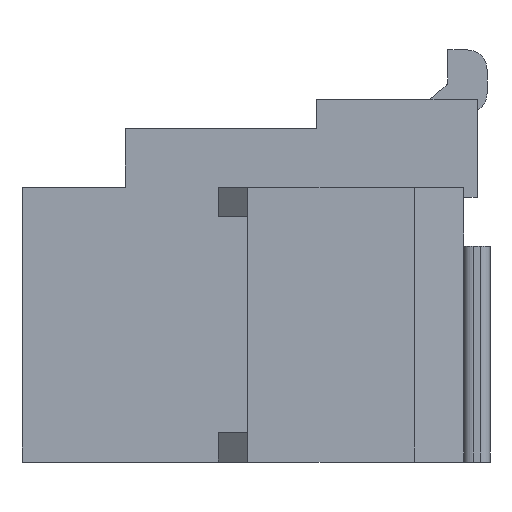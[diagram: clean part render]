
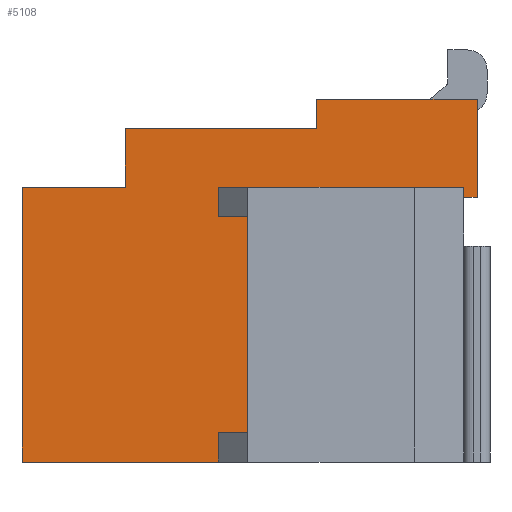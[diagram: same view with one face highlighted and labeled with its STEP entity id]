
A CAD part, left-side view. The second image highlights one B-rep face of the part: STEP entity #5108.
In plain terms, the highlighted planar face has unit normal (-1, 0, 0).
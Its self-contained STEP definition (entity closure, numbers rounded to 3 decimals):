
#208=PLANE('',#5439);
#464=FACE_OUTER_BOUND('',#730,.T.);
#730=EDGE_LOOP('',(#4315,#4316,#4317,#4318,#4319,#4320,#4321,#4322,#4323,
#4324,#4325,#4326,#4327,#4328,#4329,#4330));
#907=LINE('',#6949,#1585);
#926=LINE('',#6987,#1604);
#1015=LINE('',#7177,#1693);
#1031=LINE('',#7209,#1709);
#1082=LINE('',#7472,#1760);
#1090=LINE('',#7488,#1768);
#1094=LINE('',#7494,#1772);
#1100=LINE('',#7507,#1778);
#1178=LINE('',#7956,#1856);
#1188=LINE('',#7978,#1866);
#1190=LINE('',#7981,#1868);
#1248=LINE('',#8097,#1926);
#1303=LINE('',#8209,#1981);
#1312=LINE('',#8223,#1990);
#1314=LINE('',#8228,#1992);
#1315=LINE('',#8229,#1993);
#1585=VECTOR('',#5604,1.05);
#1604=VECTOR('',#5631,2.8);
#1693=VECTOR('',#5784,0.01);
#1709=VECTOR('',#5808,0.1);
#1760=VECTOR('',#5953,2.5);
#1768=VECTOR('',#5965,0.3);
#1772=VECTOR('',#5971,0.8);
#1778=VECTOR('',#5981,2.2);
#1856=VECTOR('',#6163,0.6);
#1866=VECTOR('',#6185,0.8);
#1868=VECTOR('',#6189,0.3);
#1926=VECTOR('',#6293,2.);
#1981=VECTOR('',#6386,0.3);
#1990=VECTOR('',#6397,1.95);
#1992=VECTOR('',#6403,1.);
#1993=VECTOR('',#6404,1.64);
#2263=VERTEX_POINT('',#6946);
#2264=VERTEX_POINT('',#6948);
#2279=VERTEX_POINT('',#6985);
#2347=VERTEX_POINT('',#7174);
#2348=VERTEX_POINT('',#7176);
#2360=VERTEX_POINT('',#7208);
#2410=VERTEX_POINT('',#7471);
#2415=VERTEX_POINT('',#7486);
#2416=VERTEX_POINT('',#7487);
#2417=VERTEX_POINT('',#7492);
#2422=VERTEX_POINT('',#7505);
#2481=VERTEX_POINT('',#7955);
#2487=VERTEX_POINT('',#7977);
#2559=VERTEX_POINT('',#8206);
#2560=VERTEX_POINT('',#8208);
#2565=VERTEX_POINT('',#8227);
#2744=EDGE_CURVE('',#2264,#2263,#907,.T.);
#2763=EDGE_CURVE('',#2279,#2263,#926,.T.);
#2855=EDGE_CURVE('',#2348,#2347,#1015,.T.);
#2871=EDGE_CURVE('',#2360,#2348,#1031,.T.);
#2946=EDGE_CURVE('',#2410,#2360,#1082,.T.);
#2954=EDGE_CURVE('',#2415,#2416,#1090,.T.);
#2958=EDGE_CURVE('',#2415,#2417,#1094,.T.);
#2964=EDGE_CURVE('',#2422,#2417,#1100,.T.);
#3061=EDGE_CURVE('',#2264,#2481,#1178,.T.);
#3072=EDGE_CURVE('',#2422,#2487,#1188,.T.);
#3074=EDGE_CURVE('',#2410,#2487,#1190,.T.);
#3132=EDGE_CURVE('',#2416,#2279,#1248,.T.);
#3187=EDGE_CURVE('',#2559,#2560,#1303,.T.);
#3196=EDGE_CURVE('',#2559,#2481,#1312,.T.);
#3198=EDGE_CURVE('',#2565,#2347,#1314,.T.);
#3199=EDGE_CURVE('',#2560,#2565,#1315,.T.);
#4315=ORIENTED_EDGE('',*,*,#2954,.F.);
#4316=ORIENTED_EDGE('',*,*,#2958,.T.);
#4317=ORIENTED_EDGE('',*,*,#2964,.F.);
#4318=ORIENTED_EDGE('',*,*,#3072,.T.);
#4319=ORIENTED_EDGE('',*,*,#3074,.F.);
#4320=ORIENTED_EDGE('',*,*,#2946,.T.);
#4321=ORIENTED_EDGE('',*,*,#2871,.T.);
#4322=ORIENTED_EDGE('',*,*,#2855,.T.);
#4323=ORIENTED_EDGE('',*,*,#3198,.F.);
#4324=ORIENTED_EDGE('',*,*,#3199,.F.);
#4325=ORIENTED_EDGE('',*,*,#3187,.F.);
#4326=ORIENTED_EDGE('',*,*,#3196,.T.);
#4327=ORIENTED_EDGE('',*,*,#3061,.F.);
#4328=ORIENTED_EDGE('',*,*,#2744,.T.);
#4329=ORIENTED_EDGE('',*,*,#2763,.F.);
#4330=ORIENTED_EDGE('',*,*,#3132,.F.);
#5108=ADVANCED_FACE('',(#464),#208,.F.);
#5439=AXIS2_PLACEMENT_3D('',#8226,#6401,#6402);
#5604=DIRECTION('',(0.,1.,0.));
#5631=DIRECTION('',(0.,0.,1.));
#5784=DIRECTION('',(0.,-1.,0.));
#5808=DIRECTION('',(0.,0.,-1.));
#5953=DIRECTION('',(0.,-1.,0.));
#5965=DIRECTION('',(0.,0.,-1.));
#5971=DIRECTION('',(0.,-1.,0.));
#5981=DIRECTION('',(0.,0.,-1.));
#6163=DIRECTION('',(0.,0.,1.));
#6185=DIRECTION('',(0.,1.,0.));
#6189=DIRECTION('',(0.,0.,-1.));
#6293=DIRECTION('',(0.,1.,0.));
#6386=DIRECTION('',(0.,0.,1.));
#6397=DIRECTION('',(0.,1.,0.));
#6401=DIRECTION('center_axis',(1.,0.,0.));
#6402=DIRECTION('ref_axis',(0.,0.,-1.));
#6403=DIRECTION('',(0.,0.,-1.));
#6404=DIRECTION('',(0.,-1.,0.));
#6946=CARTESIAN_POINT('',(-2.125,2.32,0.95));
#6948=CARTESIAN_POINT('',(-2.125,1.27,0.95));
#6949=CARTESIAN_POINT('',(-2.125,1.27,0.95));
#6985=CARTESIAN_POINT('',(-2.125,2.32,-1.85));
#6987=CARTESIAN_POINT('',(-2.125,2.32,-1.85));
#7174=CARTESIAN_POINT('',(-2.125,-2.32,0.85));
#7176=CARTESIAN_POINT('',(-2.125,-2.18,0.85));
#7177=CARTESIAN_POINT('',(-2.125,-2.17,0.85));
#7208=CARTESIAN_POINT('',(-2.125,-2.18,0.95));
#7209=CARTESIAN_POINT('',(-2.125,-2.18,0.95));
#7471=CARTESIAN_POINT('',(-2.125,0.32,0.95));
#7472=CARTESIAN_POINT('',(-2.125,0.32,0.95));
#7486=CARTESIAN_POINT('',(-2.125,0.32,-1.55));
#7487=CARTESIAN_POINT('',(-2.125,0.32,-1.85));
#7488=CARTESIAN_POINT('',(-2.125,0.32,-1.55));
#7492=CARTESIAN_POINT('',(-2.125,-0.48,-1.55));
#7494=CARTESIAN_POINT('',(-2.125,0.32,-1.55));
#7505=CARTESIAN_POINT('',(-2.125,-0.48,0.65));
#7507=CARTESIAN_POINT('',(-2.125,-0.48,0.65));
#7955=CARTESIAN_POINT('',(-2.125,1.27,1.55));
#7956=CARTESIAN_POINT('',(-2.125,1.27,0.95));
#7977=CARTESIAN_POINT('',(-2.125,0.32,0.65));
#7978=CARTESIAN_POINT('',(-2.125,-0.48,0.65));
#7981=CARTESIAN_POINT('',(-2.125,0.32,0.95));
#8097=CARTESIAN_POINT('',(-2.125,0.32,-1.85));
#8206=CARTESIAN_POINT('',(-2.125,-0.68,1.55));
#8208=CARTESIAN_POINT('',(-2.125,-0.68,1.85));
#8209=CARTESIAN_POINT('',(-2.125,-0.68,1.55));
#8223=CARTESIAN_POINT('',(-2.125,-0.68,1.55));
#8226=CARTESIAN_POINT('Origin',(-2.125,0.,-1.924));
#8227=CARTESIAN_POINT('',(-2.125,-2.32,1.85));
#8228=CARTESIAN_POINT('',(-2.125,-2.32,1.85));
#8229=CARTESIAN_POINT('',(-2.125,-0.68,1.85));
